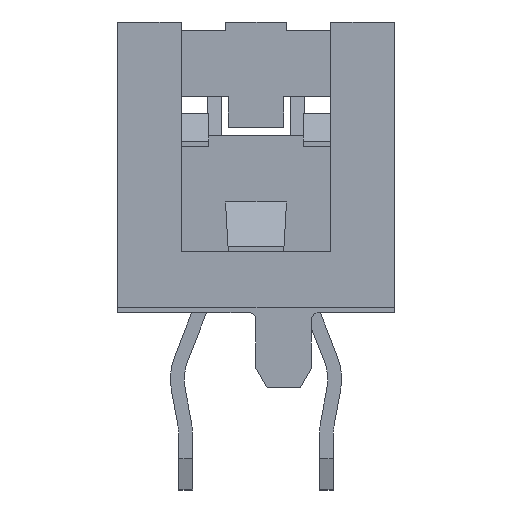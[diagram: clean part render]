
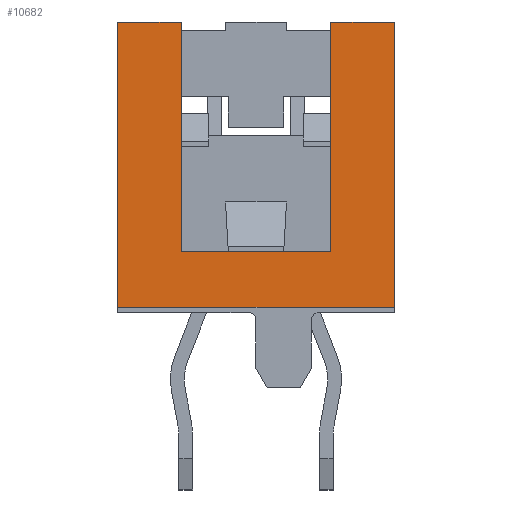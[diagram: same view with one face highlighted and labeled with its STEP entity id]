
A CAD part, left-side view. The second image highlights one B-rep face of the part: STEP entity #10682.
In plain terms, the highlighted face is planar.
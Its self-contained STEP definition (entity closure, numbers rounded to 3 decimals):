
#2490=ORIENTED_EDGE('',*,*,#4616,.F.);
#2491=ORIENTED_EDGE('',*,*,#4601,.F.);
#2492=ORIENTED_EDGE('',*,*,#4620,.T.);
#2493=ORIENTED_EDGE('',*,*,#4680,.T.);
#2494=ORIENTED_EDGE('',*,*,#4662,.F.);
#2495=ORIENTED_EDGE('',*,*,#4649,.T.);
#2496=ORIENTED_EDGE('',*,*,#4661,.T.);
#2497=ORIENTED_EDGE('',*,*,#4682,.T.);
#4601=EDGE_CURVE('',#5870,#5871,#6995,.T.);
#4616=EDGE_CURVE('',#5871,#5879,#7010,.T.);
#4620=EDGE_CURVE('',#5870,#5881,#7014,.T.);
#4649=EDGE_CURVE('',#5896,#5897,#7037,.T.);
#4661=EDGE_CURVE('',#5897,#5899,#7049,.T.);
#4662=EDGE_CURVE('',#5896,#5900,#7050,.T.);
#4680=EDGE_CURVE('',#5881,#5900,#7062,.T.);
#4682=EDGE_CURVE('',#5899,#5879,#7064,.T.);
#5870=VERTEX_POINT('',#16670);
#5871=VERTEX_POINT('',#16672);
#5879=VERTEX_POINT('',#16697);
#5881=VERTEX_POINT('',#16703);
#5896=VERTEX_POINT('',#16755);
#5897=VERTEX_POINT('',#16757);
#5899=VERTEX_POINT('',#16773);
#5900=VERTEX_POINT('',#16782);
#6995=LINE('',#16671,#8309);
#7010=LINE('',#16696,#8324);
#7014=LINE('',#16704,#8328);
#7037=LINE('',#16758,#8351);
#7049=LINE('',#16774,#8363);
#7050=LINE('',#16781,#8364);
#7062=LINE('',#16816,#8376);
#7064=LINE('',#16819,#8378);
#8309=VECTOR('',#13639,1000.);
#8324=VECTOR('',#13658,1000.);
#8328=VECTOR('',#13664,1000.);
#8351=VECTOR('',#13717,1000.);
#8363=VECTOR('',#13733,1000.);
#8364=VECTOR('',#13746,1000.);
#8376=VECTOR('',#13776,1000.);
#8378=VECTOR('',#13780,1000.);
#9220=EDGE_LOOP('',(#2490,#2491,#2492,#2493,#2494,#2495,#2496,#2497));
#9754=FACE_BOUND('',#9220,.T.);
#10168=PLANE('',#11543);
#10682=ADVANCED_FACE('',(#9754),#10168,.F.);
#11543=AXIS2_PLACEMENT_3D('',#16820,#13781,#13782);
#13639=DIRECTION('',(0.,-1.,0.));
#13658=DIRECTION('',(0.,0.,-1.));
#13664=DIRECTION('',(0.,0.,-1.));
#13717=DIRECTION('',(0.,-1.,0.));
#13733=DIRECTION('',(0.,0.,-1.));
#13746=DIRECTION('',(0.,0.,-1.));
#13776=DIRECTION('',(0.,1.,0.));
#13780=DIRECTION('',(0.,1.,0.));
#13781=DIRECTION('',(-1.,0.,0.));
#13782=DIRECTION('',(0.,0.,1.));
#16670=CARTESIAN_POINT('',(5.525,1.35,2.5));
#16671=CARTESIAN_POINT('',(5.525,1.35,2.5));
#16672=CARTESIAN_POINT('',(5.525,-1.35,2.5));
#16696=CARTESIAN_POINT('',(5.525,-1.35,-1.5));
#16697=CARTESIAN_POINT('',(5.525,-1.35,-1.65));
#16703=CARTESIAN_POINT('',(5.525,1.35,-1.65));
#16704=CARTESIAN_POINT('',(5.525,1.35,-1.5));
#16755=CARTESIAN_POINT('',(5.525,2.5,3.5));
#16757=CARTESIAN_POINT('',(5.525,-2.5,3.5));
#16758=CARTESIAN_POINT('',(5.525,2.5,3.5));
#16773=CARTESIAN_POINT('',(5.525,-2.5,-1.65));
#16774=CARTESIAN_POINT('',(5.525,-2.5,-0.3));
#16781=CARTESIAN_POINT('',(5.525,2.5,-0.3));
#16782=CARTESIAN_POINT('',(5.525,2.5,-1.65));
#16816=CARTESIAN_POINT('',(5.525,-2.5,-1.65));
#16819=CARTESIAN_POINT('',(5.525,-2.5,-1.65));
#16820=CARTESIAN_POINT('',(5.525,-2.5,-0.3));
